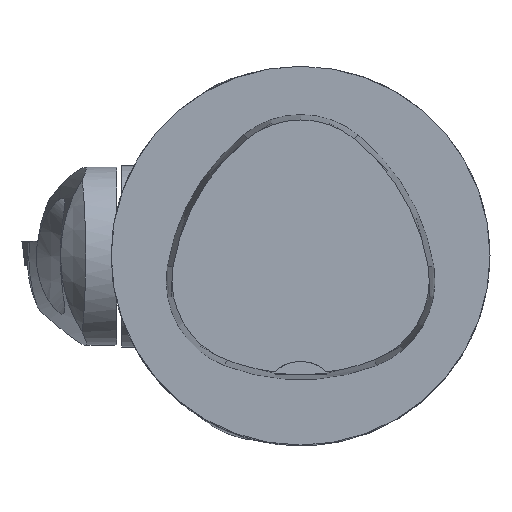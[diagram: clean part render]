
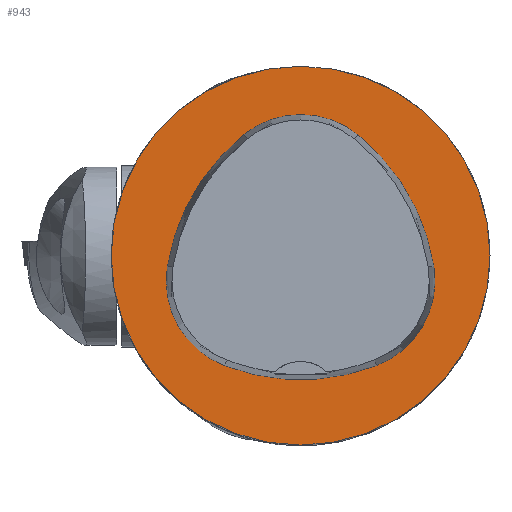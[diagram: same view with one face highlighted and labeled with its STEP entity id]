
A CAD part, top view. The second image highlights one B-rep face of the part: STEP entity #943.
In plain terms, the highlighted planar face has unit normal (0, 0, 1).
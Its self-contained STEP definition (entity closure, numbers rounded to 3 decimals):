
#377=FACE_BOUND('',#1981,.T.);
#378=FACE_BOUND('',#1982,.T.);
#487=CIRCLE('',#6933,25.);
#490=CIRCLE('',#6950,28.);
#492=CIRCLE('',#6953,12.);
#494=CIRCLE('',#6956,28.);
#496=CIRCLE('',#6959,12.);
#500=CIRCLE('',#6964,28.);
#502=CIRCLE('',#6967,12.);
#943=ADVANCED_FACE('',(#377,#378),#1317,.T.);
#1317=PLANE('',#6972);
#1981=EDGE_LOOP('',(#2505,#2506,#2507,#2508,#2509,#2510));
#1982=EDGE_LOOP('',(#2511));
#2505=ORIENTED_EDGE('',*,*,#5043,.T.);
#2506=ORIENTED_EDGE('',*,*,#5023,.T.);
#2507=ORIENTED_EDGE('',*,*,#5027,.T.);
#2508=ORIENTED_EDGE('',*,*,#5030,.T.);
#2509=ORIENTED_EDGE('',*,*,#5033,.T.);
#2510=ORIENTED_EDGE('',*,*,#5041,.T.);
#2511=ORIENTED_EDGE('',*,*,#4992,.F.);
#4337=VERTEX_POINT('',#9396);
#4368=VERTEX_POINT('',#9550);
#4369=VERTEX_POINT('',#9551);
#4372=VERTEX_POINT('',#9559);
#4374=VERTEX_POINT('',#9565);
#4376=VERTEX_POINT('',#9571);
#4383=VERTEX_POINT('',#9592);
#4992=EDGE_CURVE('',#4337,#4337,#487,.T.);
#5023=EDGE_CURVE('',#4368,#4369,#490,.T.);
#5027=EDGE_CURVE('',#4369,#4372,#492,.T.);
#5030=EDGE_CURVE('',#4372,#4374,#494,.T.);
#5033=EDGE_CURVE('',#4374,#4376,#496,.T.);
#5041=EDGE_CURVE('',#4376,#4383,#500,.T.);
#5043=EDGE_CURVE('',#4383,#4368,#502,.T.);
#6933=AXIS2_PLACEMENT_3D('',#9395,#7635,#7636);
#6950=AXIS2_PLACEMENT_3D('',#9549,#7681,#7682);
#6953=AXIS2_PLACEMENT_3D('',#9558,#7689,#7690);
#6956=AXIS2_PLACEMENT_3D('',#9564,#7696,#7697);
#6959=AXIS2_PLACEMENT_3D('',#9570,#7703,#7704);
#6964=AXIS2_PLACEMENT_3D('',#9593,#7715,#7716);
#6967=AXIS2_PLACEMENT_3D('',#9596,#7721,#7722);
#6972=AXIS2_PLACEMENT_3D('',#9601,#7731,#7732);
#7635=DIRECTION('',(0.,0.,-1.));
#7636=DIRECTION('',(-1.,0.,0.));
#7681=DIRECTION('',(0.,0.,-1.));
#7682=DIRECTION('',(-1.,0.,0.));
#7689=DIRECTION('',(0.,0.,-1.));
#7690=DIRECTION('',(-1.,0.,0.));
#7696=DIRECTION('',(0.,0.,-1.));
#7697=DIRECTION('',(-1.,0.,0.));
#7703=DIRECTION('',(0.,0.,-1.));
#7704=DIRECTION('',(-1.,0.,0.));
#7715=DIRECTION('',(0.,0.,-1.));
#7716=DIRECTION('',(-1.,0.,0.));
#7721=DIRECTION('',(0.,0.,-1.));
#7722=DIRECTION('',(-1.,0.,0.));
#7731=DIRECTION('',(0.,0.,1.));
#7732=DIRECTION('',(1.,0.,0.));
#9395=CARTESIAN_POINT('',(0.,0.,0.));
#9396=CARTESIAN_POINT('',(-25.,0.,0.));
#9549=CARTESIAN_POINT('',(10.068,-5.824,0.));
#9550=CARTESIAN_POINT('',(-17.584,-1.424,0.));
#9551=CARTESIAN_POINT('',(-7.531,15.953,0.));
#9558=CARTESIAN_POINT('',(0.011,6.62,0.));
#9559=CARTESIAN_POINT('',(7.567,15.942,0.));
#9564=CARTESIAN_POINT('',(-10.063,-5.81,0.));
#9565=CARTESIAN_POINT('',(17.59,-1.418,0.));
#9570=CARTESIAN_POINT('',(5.739,-3.3,0.));
#9571=CARTESIAN_POINT('',(10.05,-14.499,0.));
#9592=CARTESIAN_POINT('',(-10.025,-14.516,0.));
#9593=CARTESIAN_POINT('',(-0.01,11.631,0.));
#9596=CARTESIAN_POINT('',(-5.733,-3.31,0.));
#9601=CARTESIAN_POINT('',(0.,0.,0.));
